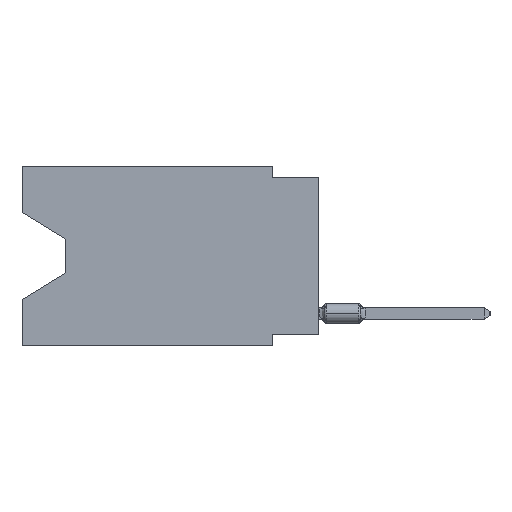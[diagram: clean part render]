
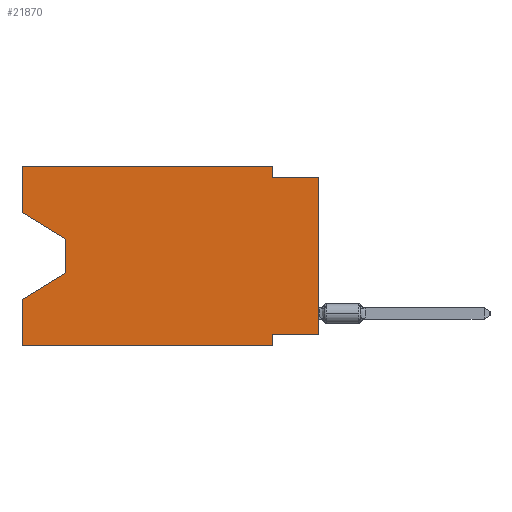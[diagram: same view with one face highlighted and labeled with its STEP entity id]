
A CAD part, left-side view. The second image highlights one B-rep face of the part: STEP entity #21870.
In plain terms, the highlighted planar face has unit normal (-1, 0, 0).
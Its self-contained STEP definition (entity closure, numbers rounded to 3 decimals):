
#354 = CARTESIAN_POINT ( 'NONE',  ( 0., 16.383, 0. ) ) ;
#532 = VECTOR ( 'NONE', #10909, 1000. ) ;
#960 = CARTESIAN_POINT ( 'NONE',  ( 0., 13.97, -4.013 ) ) ;
#1094 = LINE ( 'NONE', #23190, #20994 ) ;
#1232 = DIRECTION ( 'NONE',  ( 0., 1., 0. ) ) ;
#1365 = DIRECTION ( 'NONE',  ( 0., 0., -1. ) ) ;
#1457 = CARTESIAN_POINT ( 'NONE',  ( 0., 16.383, -2.546 ) ) ;
#1664 = VERTEX_POINT ( 'NONE', #960 ) ;
#1763 = ORIENTED_EDGE ( 'NONE', *, *, #3678, .F. ) ;
#1808 = VERTEX_POINT ( 'NONE', #4858 ) ;
#1944 = CARTESIAN_POINT ( 'NONE',  ( 0., 2.54, -9.271 ) ) ;
#2081 = LINE ( 'NONE', #10264, #2753 ) ;
#2275 = DIRECTION ( 'NONE',  ( 0., 0., 1. ) ) ;
#2753 = VECTOR ( 'NONE', #18417, 1000. ) ;
#3378 = VECTOR ( 'NONE', #23324, 1000. ) ;
#3678 = EDGE_CURVE ( 'NONE', #22304, #17111, #9469, .T. ) ;
#4238 = ORIENTED_EDGE ( 'NONE', *, *, #26012, .T. ) ;
#4244 = CARTESIAN_POINT ( 'NONE',  ( 0., 16.383, 0. ) ) ;
#4264 = CARTESIAN_POINT ( 'NONE',  ( 0., 16.383, 0. ) ) ;
#4610 = ORIENTED_EDGE ( 'NONE', *, *, #13336, .T. ) ;
#4858 = CARTESIAN_POINT ( 'NONE',  ( 0., 2.54, -0.635 ) ) ;
#5590 = VERTEX_POINT ( 'NONE', #5825 ) ;
#5683 = ORIENTED_EDGE ( 'NONE', *, *, #14095, .T. ) ;
#5700 = CARTESIAN_POINT ( 'NONE',  ( 0., 0., -0.635 ) ) ;
#5825 = CARTESIAN_POINT ( 'NONE',  ( 0., 16.383, -7.36 ) ) ;
#5942 = CARTESIAN_POINT ( 'NONE',  ( 0., 2.54, 0. ) ) ;
#6222 = VECTOR ( 'NONE', #19917, 1000. ) ;
#6523 = LINE ( 'NONE', #4244, #17951 ) ;
#6550 = ORIENTED_EDGE ( 'NONE', *, *, #24816, .F. ) ;
#6985 = DIRECTION ( 'NONE',  ( 1., 0., 0. ) ) ;
#7266 = CARTESIAN_POINT ( 'NONE',  ( 0., 16.383, -9.906 ) ) ;
#8162 = VERTEX_POINT ( 'NONE', #7266 ) ;
#8829 = EDGE_CURVE ( 'NONE', #8162, #5590, #25419, .T. ) ;
#8863 = LINE ( 'NONE', #24718, #532 ) ;
#8994 = CARTESIAN_POINT ( 'NONE',  ( 0., 0., -9.271 ) ) ;
#9469 = LINE ( 'NONE', #13515, #6222 ) ;
#9535 = PLANE ( 'NONE',  #16400 ) ;
#10003 = VECTOR ( 'NONE', #19637, 1000. ) ;
#10253 = ORIENTED_EDGE ( 'NONE', *, *, #21776, .T. ) ;
#10264 = CARTESIAN_POINT ( 'NONE',  ( 0., 16.383, -9.906 ) ) ;
#10732 = CARTESIAN_POINT ( 'NONE',  ( 0., 16.383, -2.546 ) ) ;
#10733 = ORIENTED_EDGE ( 'NONE', *, *, #21940, .F. ) ;
#10752 = LINE ( 'NONE', #15173, #3378 ) ;
#10909 = DIRECTION ( 'NONE',  ( 0., 0., 1. ) ) ;
#11910 = CARTESIAN_POINT ( 'NONE',  ( 0., 13.97, -5.893 ) ) ;
#12326 = ORIENTED_EDGE ( 'NONE', *, *, #14639, .F. ) ;
#12337 = DIRECTION ( 'NONE',  ( 0., -1., 0. ) ) ;
#12623 = VECTOR ( 'NONE', #13908, 1000. ) ;
#13336 = EDGE_CURVE ( 'NONE', #1664, #24466, #10752, .T. ) ;
#13515 = CARTESIAN_POINT ( 'NONE',  ( 0., 16.383, 0. ) ) ;
#13800 = DIRECTION ( 'NONE',  ( 0., -0.855, -0.519 ) ) ;
#13908 = DIRECTION ( 'NONE',  ( 0., -1., 0. ) ) ;
#14095 = EDGE_CURVE ( 'NONE', #22304, #1664, #19796, .T. ) ;
#14340 = EDGE_CURVE ( 'NONE', #19179, #25487, #18706, .T. ) ;
#14636 = ORIENTED_EDGE ( 'NONE', *, *, #21046, .F. ) ;
#14639 = EDGE_CURVE ( 'NONE', #1808, #22243, #24068, .T. ) ;
#14751 = EDGE_CURVE ( 'NONE', #8162, #25487, #2081, .T. ) ;
#15033 = EDGE_LOOP ( 'NONE', ( #5683, #4610, #4238, #22425, #16060, #23284, #10733, #10253, #12326, #14636, #6550, #1763 ) ) ;
#15173 = CARTESIAN_POINT ( 'NONE',  ( 0., 13.97, -4.013 ) ) ;
#15188 = LINE ( 'NONE', #8994, #20659 ) ;
#15435 = DIRECTION ( 'NONE',  ( 0., 0.855, -0.519 ) ) ;
#15443 = LINE ( 'NONE', #21054, #16503 ) ;
#16060 = ORIENTED_EDGE ( 'NONE', *, *, #14751, .T. ) ;
#16400 = AXIS2_PLACEMENT_3D ( 'NONE', #17311, #6985, #1365 ) ;
#16503 = VECTOR ( 'NONE', #25232, 1000. ) ;
#16504 = CARTESIAN_POINT ( 'NONE',  ( 0., 0., -0.635 ) ) ;
#17111 = VERTEX_POINT ( 'NONE', #354 ) ;
#17311 = CARTESIAN_POINT ( 'NONE',  ( 0., 16.383, 0. ) ) ;
#17951 = VECTOR ( 'NONE', #12337, 1000. ) ;
#18417 = DIRECTION ( 'NONE',  ( 0., -1., 0. ) ) ;
#18706 = LINE ( 'NONE', #23393, #10003 ) ;
#19179 = VERTEX_POINT ( 'NONE', #1944 ) ;
#19637 = DIRECTION ( 'NONE',  ( 0., 0., -1. ) ) ;
#19787 = VECTOR ( 'NONE', #2275, 1000. ) ;
#19796 = LINE ( 'NONE', #1457, #21089 ) ;
#19917 = DIRECTION ( 'NONE',  ( 0., 0., 1. ) ) ;
#20659 = VECTOR ( 'NONE', #1232, 1000. ) ;
#20891 = VERTEX_POINT ( 'NONE', #24265 ) ;
#20930 = FACE_OUTER_BOUND ( 'NONE', #15033, .T. ) ;
#20994 = VECTOR ( 'NONE', #15435, 1000. ) ;
#21046 = EDGE_CURVE ( 'NONE', #21626, #1808, #15443, .T. ) ;
#21054 = CARTESIAN_POINT ( 'NONE',  ( 0., 2.54, 0. ) ) ;
#21089 = VECTOR ( 'NONE', #13800, 1000. ) ;
#21626 = VERTEX_POINT ( 'NONE', #5942 ) ;
#21776 = EDGE_CURVE ( 'NONE', #20891, #22243, #8863, .T. ) ;
#21870 = ADVANCED_FACE ( 'NONE', ( #20930 ), #9535, .F. ) ;
#21940 = EDGE_CURVE ( 'NONE', #20891, #19179, #15188, .T. ) ;
#22243 = VERTEX_POINT ( 'NONE', #16504 ) ;
#22304 = VERTEX_POINT ( 'NONE', #10732 ) ;
#22425 = ORIENTED_EDGE ( 'NONE', *, *, #8829, .F. ) ;
#23190 = CARTESIAN_POINT ( 'NONE',  ( 0., 13.97, -5.893 ) ) ;
#23284 = ORIENTED_EDGE ( 'NONE', *, *, #14340, .F. ) ;
#23324 = DIRECTION ( 'NONE',  ( 0., 0., -1. ) ) ;
#23393 = CARTESIAN_POINT ( 'NONE',  ( 0., 2.54, -9.906 ) ) ;
#23506 = CARTESIAN_POINT ( 'NONE',  ( 0., 2.54, -9.906 ) ) ;
#24068 = LINE ( 'NONE', #5700, #12623 ) ;
#24265 = CARTESIAN_POINT ( 'NONE',  ( 0., 0., -9.271 ) ) ;
#24466 = VERTEX_POINT ( 'NONE', #11910 ) ;
#24718 = CARTESIAN_POINT ( 'NONE',  ( 0., 0., 0. ) ) ;
#24816 = EDGE_CURVE ( 'NONE', #17111, #21626, #6523, .T. ) ;
#25232 = DIRECTION ( 'NONE',  ( 0., 0., -1. ) ) ;
#25419 = LINE ( 'NONE', #4264, #19787 ) ;
#25487 = VERTEX_POINT ( 'NONE', #23506 ) ;
#26012 = EDGE_CURVE ( 'NONE', #24466, #5590, #1094, .T. ) ;
